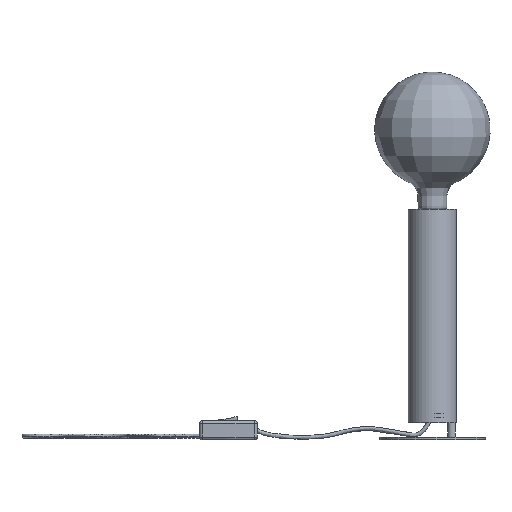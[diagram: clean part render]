
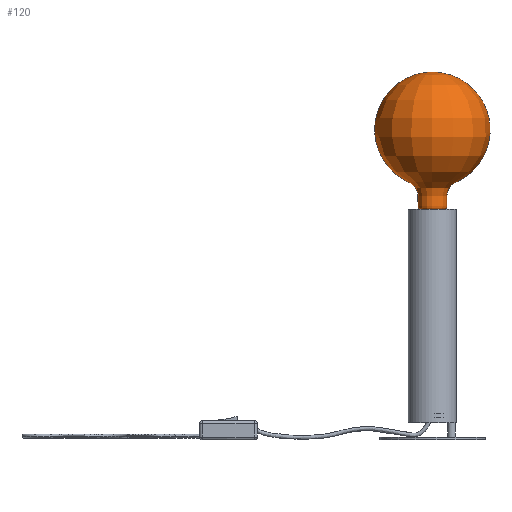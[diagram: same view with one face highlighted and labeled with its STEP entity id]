
A CAD part, front view. The second image highlights one B-rep face of the part: STEP entity #120.
In plain terms, the highlighted free-form (B-spline) face has degree [2, 2] with [5, 13] control points.
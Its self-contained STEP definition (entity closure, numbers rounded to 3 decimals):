
#120=ADVANCED_FACE('',(#201),#1081,.T.);
#201=FACE_OUTER_BOUND('',#285,.T.);
#285=EDGE_LOOP('',(#555,#556));
#555=ORIENTED_EDGE('',*,*,#741,.T.);
#556=ORIENTED_EDGE('',*,*,#740,.F.);
#740=EDGE_CURVE('',#1011,#1012,#910,.T.);
#741=EDGE_CURVE('',#1011,#1012,#911,.T.);
#910=(
BOUNDED_CURVE()
B_SPLINE_CURVE(2,(#6256,#6257,#6258,#6259,#6260,#6261,#6262,#6263,#6264,
#6265,#6266,#6267,#6268),.UNSPECIFIED.,.F.,.F.)
B_SPLINE_CURVE_WITH_KNOTS((3,2,2,2,2,2,3),(163.287,244.93,
326.573,344.984,355.374,361.849,372.727),
 .UNSPECIFIED.)
CURVE()
GEOMETRIC_REPRESENTATION_ITEM()
RATIONAL_B_SPLINE_CURVE((1.,0.777,1.,0.777,1.,0.839,
1.,1.,1.,0.707,1.,1.,1.))
REPRESENTATION_ITEM('')
);
#911=(
BOUNDED_CURVE()
B_SPLINE_CURVE(2,(#6269,#6270,#6271,#6272,#6273,#6274,#6275,#6276,#6277,
#6278,#6279,#6280,#6281),.UNSPECIFIED.,.F.,.F.)
B_SPLINE_CURVE_WITH_KNOTS((3,2,2,2,2,2,3),(163.287,244.93,
326.573,344.984,355.374,361.849,372.727),
 .UNSPECIFIED.)
CURVE()
GEOMETRIC_REPRESENTATION_ITEM()
RATIONAL_B_SPLINE_CURVE((1.,0.777,1.,0.777,1.,0.839,
1.,1.,1.,0.707,1.,1.,1.))
REPRESENTATION_ITEM('')
);
#1011=VERTEX_POINT('',#6254);
#1012=VERTEX_POINT('',#6255);
#1081=(
BOUNDED_SURFACE()
B_SPLINE_SURFACE(2,2,((#6124,#6125,#6126,#6127,#6128,#6129,#6130,#6131,
#6132,#6133,#6134,#6135,#6136),(#6137,#6138,#6139,#6140,#6141,#6142,#6143,
#6144,#6145,#6146,#6147,#6148,#6149),(#6150,#6151,#6152,#6153,#6154,#6155,
#6156,#6157,#6158,#6159,#6160,#6161,#6162),(#6163,#6164,#6165,#6166,#6167,
#6168,#6169,#6170,#6171,#6172,#6173,#6174,#6175),(#6176,#6177,#6178,#6179,
#6180,#6181,#6182,#6183,#6184,#6185,#6186,#6187,#6188)),.UNSPECIFIED.,.F.,
 .F.,.F.)
B_SPLINE_SURFACE_WITH_KNOTS((3,2,3),(3,2,2,2,2,2,3),(0.,94.242,
188.484),(163.287,244.93,326.573,344.984,
355.374,361.849,372.727),.UNSPECIFIED.)
GEOMETRIC_REPRESENTATION_ITEM()
RATIONAL_B_SPLINE_SURFACE(((1.,0.777,1.,0.777,1.,
0.839,1.,1.,1.,0.707,1.,1.,1.),(0.707,
0.55,0.707,0.55,0.707,
0.593,0.707,0.707,0.707,
0.5,0.707,0.707,0.707),(1.,0.777,
1.,0.777,1.,0.839,1.,1.,1.,0.707,1.,
1.,1.),(0.707,0.55,0.707,0.55,
0.707,0.593,0.707,0.707,
0.707,0.5,0.707,0.707,0.707),
(1.,0.777,1.,0.777,1.,0.839,1.,1.,1.,
0.707,1.,1.,1.)))
REPRESENTATION_ITEM('')
SURFACE()
);
#6124=CARTESIAN_POINT('',(64.124,77.,382.802));
#6125=CARTESIAN_POINT('',(112.68,77.,382.802));
#6126=CARTESIAN_POINT('',(122.805,77.,335.314));
#6127=CARTESIAN_POINT('',(132.931,77.,287.826));
#6128=CARTESIAN_POINT('',(88.598,77.,268.02));
#6129=CARTESIAN_POINT('',(79.124,77.,263.788));
#6130=CARTESIAN_POINT('',(79.124,77.,253.412));
#6131=CARTESIAN_POINT('',(79.124,77.,248.217));
#6132=CARTESIAN_POINT('',(79.124,77.,243.022));
#6133=CARTESIAN_POINT('',(79.124,77.,238.9));
#6134=CARTESIAN_POINT('',(75.003,77.,238.9));
#6135=CARTESIAN_POINT('',(69.564,77.,238.9));
#6136=CARTESIAN_POINT('',(64.124,77.,238.9));
#6137=CARTESIAN_POINT('',(64.124,77.,382.802));
#6138=CARTESIAN_POINT('',(112.68,28.444,382.802));
#6139=CARTESIAN_POINT('',(122.805,18.319,335.314));
#6140=CARTESIAN_POINT('',(132.931,8.194,287.826));
#6141=CARTESIAN_POINT('',(88.598,52.526,268.02));
#6142=CARTESIAN_POINT('',(79.124,62.,263.788));
#6143=CARTESIAN_POINT('',(79.124,62.,253.412));
#6144=CARTESIAN_POINT('',(79.124,62.,248.217));
#6145=CARTESIAN_POINT('',(79.124,62.,243.022));
#6146=CARTESIAN_POINT('',(79.124,62.,238.9));
#6147=CARTESIAN_POINT('',(75.003,66.122,238.9));
#6148=CARTESIAN_POINT('',(69.564,71.561,238.9));
#6149=CARTESIAN_POINT('',(64.124,77.,238.9));
#6150=CARTESIAN_POINT('',(64.124,77.,382.802));
#6151=CARTESIAN_POINT('',(64.124,28.444,382.802));
#6152=CARTESIAN_POINT('',(64.124,18.319,335.314));
#6153=CARTESIAN_POINT('',(64.124,8.194,287.826));
#6154=CARTESIAN_POINT('',(64.124,52.526,268.02));
#6155=CARTESIAN_POINT('',(64.124,62.,263.788));
#6156=CARTESIAN_POINT('',(64.124,62.,253.412));
#6157=CARTESIAN_POINT('',(64.124,62.,248.217));
#6158=CARTESIAN_POINT('',(64.124,62.,243.022));
#6159=CARTESIAN_POINT('',(64.124,62.,238.9));
#6160=CARTESIAN_POINT('',(64.124,66.122,238.9));
#6161=CARTESIAN_POINT('',(64.124,71.561,238.9));
#6162=CARTESIAN_POINT('',(64.124,77.,238.9));
#6163=CARTESIAN_POINT('',(64.124,77.,382.802));
#6164=CARTESIAN_POINT('',(15.569,28.444,382.802));
#6165=CARTESIAN_POINT('',(5.444,18.319,335.314));
#6166=CARTESIAN_POINT('',(-4.682,8.194,287.826));
#6167=CARTESIAN_POINT('',(39.651,52.526,268.02));
#6168=CARTESIAN_POINT('',(49.124,62.,263.788));
#6169=CARTESIAN_POINT('',(49.124,62.,253.412));
#6170=CARTESIAN_POINT('',(49.124,62.,248.217));
#6171=CARTESIAN_POINT('',(49.124,62.,243.022));
#6172=CARTESIAN_POINT('',(49.124,62.,238.9));
#6173=CARTESIAN_POINT('',(53.246,66.122,238.9));
#6174=CARTESIAN_POINT('',(58.685,71.561,238.9));
#6175=CARTESIAN_POINT('',(64.124,77.,238.9));
#6176=CARTESIAN_POINT('',(64.124,77.,382.802));
#6177=CARTESIAN_POINT('',(15.569,77.,382.802));
#6178=CARTESIAN_POINT('',(5.444,77.,335.314));
#6179=CARTESIAN_POINT('',(-4.682,77.,287.826));
#6180=CARTESIAN_POINT('',(39.651,77.,268.02));
#6181=CARTESIAN_POINT('',(49.124,77.,263.788));
#6182=CARTESIAN_POINT('',(49.124,77.,253.412));
#6183=CARTESIAN_POINT('',(49.124,77.,248.217));
#6184=CARTESIAN_POINT('',(49.124,77.,243.022));
#6185=CARTESIAN_POINT('',(49.124,77.,238.9));
#6186=CARTESIAN_POINT('',(53.246,77.,238.9));
#6187=CARTESIAN_POINT('',(58.685,77.,238.9));
#6188=CARTESIAN_POINT('',(64.124,77.,238.9));
#6254=CARTESIAN_POINT('',(64.124,77.,382.802));
#6255=CARTESIAN_POINT('',(64.124,77.,238.9));
#6256=CARTESIAN_POINT('',(64.124,77.,382.802));
#6257=CARTESIAN_POINT('',(112.68,77.,382.802));
#6258=CARTESIAN_POINT('',(122.805,77.,335.314));
#6259=CARTESIAN_POINT('',(132.931,77.,287.826));
#6260=CARTESIAN_POINT('',(88.598,77.,268.02));
#6261=CARTESIAN_POINT('',(79.124,77.,263.788));
#6262=CARTESIAN_POINT('',(79.124,77.,253.412));
#6263=CARTESIAN_POINT('',(79.124,77.,248.217));
#6264=CARTESIAN_POINT('',(79.124,77.,243.022));
#6265=CARTESIAN_POINT('',(79.124,77.,238.9));
#6266=CARTESIAN_POINT('',(75.003,77.,238.9));
#6267=CARTESIAN_POINT('',(69.564,77.,238.9));
#6268=CARTESIAN_POINT('',(64.124,77.,238.9));
#6269=CARTESIAN_POINT('',(64.124,77.,382.802));
#6270=CARTESIAN_POINT('',(15.569,77.,382.802));
#6271=CARTESIAN_POINT('',(5.444,77.,335.314));
#6272=CARTESIAN_POINT('',(-4.682,77.,287.826));
#6273=CARTESIAN_POINT('',(39.651,77.,268.02));
#6274=CARTESIAN_POINT('',(49.124,77.,263.788));
#6275=CARTESIAN_POINT('',(49.124,77.,253.412));
#6276=CARTESIAN_POINT('',(49.124,77.,248.217));
#6277=CARTESIAN_POINT('',(49.124,77.,243.022));
#6278=CARTESIAN_POINT('',(49.124,77.,238.9));
#6279=CARTESIAN_POINT('',(53.246,77.,238.9));
#6280=CARTESIAN_POINT('',(58.685,77.,238.9));
#6281=CARTESIAN_POINT('',(64.124,77.,238.9));
